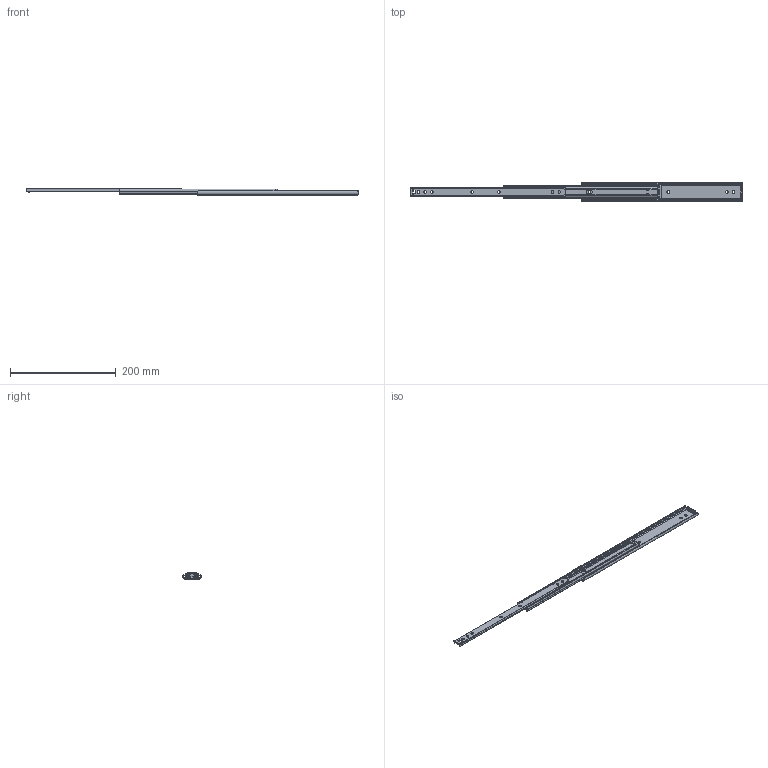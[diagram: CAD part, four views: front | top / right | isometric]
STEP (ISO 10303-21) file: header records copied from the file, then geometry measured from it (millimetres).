
FILE_DESCRIPTION (( 'STEP AP203' ), '1' );
FILE_NAME ('C352-12.STEP', '2021-03-22T04:40:40', ( '' ), ( '' ), 'SwSTEP 2.0', 'SolidWorks 2019', '' );
FILE_SCHEMA (( 'CONFIG_CONTROL_DESIGN' ));
Length unit declared in the file: millimetre
Products named in the file (6): PN2-1; C352-12; C352-12 CM; C352-12 IM; PN198B; C352-12 OM
Assembly tree (5 placements, depth 2):
  C352-12
    C352-12 OM
    C352-12 CM
    PN198B
    PN2-1
    C352-12 IM
Bounding box: 628.7 x 35.3 x 13 mm (x, y, z)
Volume: 53505.3 mm3; surface area: 69799.6 mm2
Topology: 5 solids, 5 shells, 390 faces, 1168 edges, 766 vertices
Faces by surface type: plane 213, cylinder 169, sphere 8
Entity records: 14144 total; most frequent: CARTESIAN_POINT 2834, ORIENTED_EDGE 2320, DIRECTION 2204, EDGE_CURVE 1160, VERTEX_POINT 762, LINE 748, VECTOR 748, AXIS2_PLACEMENT_3D 728
